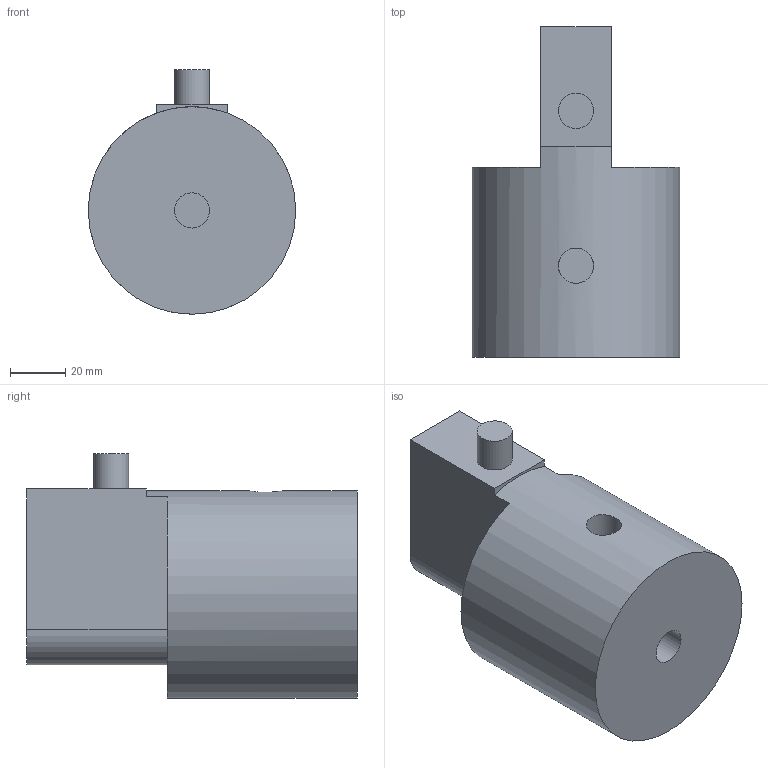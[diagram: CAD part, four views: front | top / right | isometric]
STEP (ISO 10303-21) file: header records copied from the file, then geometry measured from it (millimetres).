
FILE_DESCRIPTION(/* description */ (''),/* implementation_level */ '2;1');
FILE_NAME(/* name */ 'EH40 Solenoid_ipt_b51cdf5c.STEP',/* time_stamp */ '2018-02-13T23:11:15-05:00',/* author */ ('trk49'),/* organization */ (''),/* preprocessor_version */ 'ST-DEVELOPER v16.13',/* originating_system */ 'Autodesk Inventor 2018',/* authorisation */ '');
FILE_SCHEMA (('AUTOMOTIVE_DESIGN { 1 0 10303 214 3 1 1 }'));
Length unit declared in the file: inch
Products named in the file (1): EH40 Solenoid
Bounding box: 74.93 x 119.38 x 88.27 mm (x, y, z)
Volume: 375838.1 mm3; surface area: 35968.2 mm2
Topology: 1 solids, 1 shells, 15 faces, 30 edges, 20 vertices
Faces by surface type: plane 10, cylinder 5
Full cylindrical faces by diameter (mm): 12.7 x3, 74.93 x1
Entity records: 437 total; most frequent: CARTESIAN_POINT 93, DIRECTION 66, ORIENTED_EDGE 50, AXIS2_PLACEMENT_3D 26, EDGE_CURVE 25, EDGE_LOOP 22, VERTEX_POINT 19, FACE_OUTER_BOUND 15
